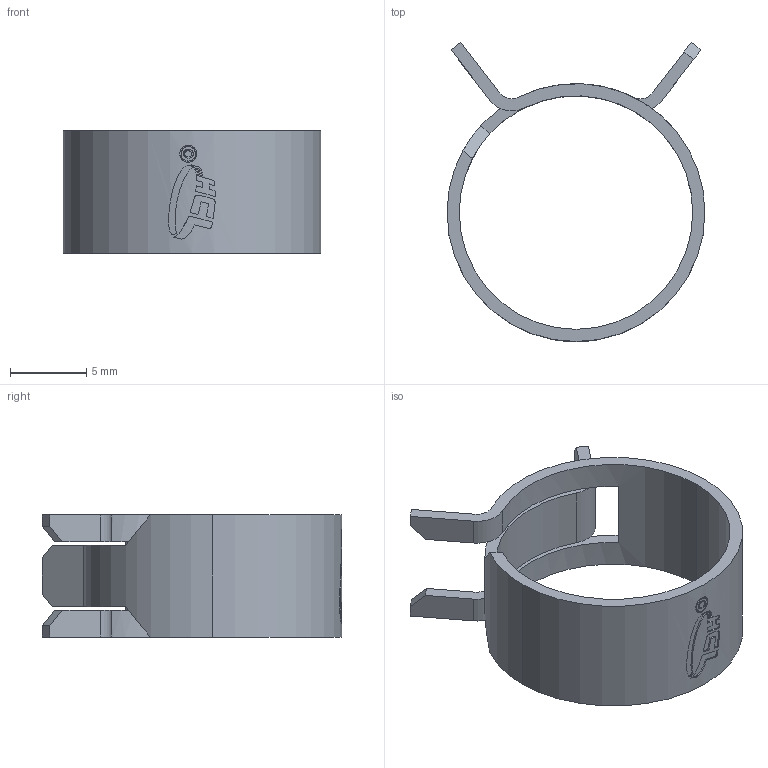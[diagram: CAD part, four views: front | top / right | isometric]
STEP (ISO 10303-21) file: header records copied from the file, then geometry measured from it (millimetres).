
FILE_DESCRIPTION (( 'STEP AP214' ), '1' );
FILE_NAME ('MIK-SPCL-W1-17.step', '2025-06-06T12:26:12', ( '' ), ( '' ), 'SwSTEP 2.0', 'SolidWorks 2025', '' );
FILE_SCHEMA (( 'AUTOMOTIVE_DESIGN' ));
Length unit declared in the file: millimetre
Products named in the file (1): MIK-SPCL-W1-17
Bounding box: 16.9 x 19.61 x 8 mm (x, y, z)
Volume: 332.1 mm3; surface area: 984.4 mm2
Topology: 1 solids, 1 shells, 135 faces, 369 edges, 246 vertices
Faces by surface type: cylinder 62, bspline 49, plane 24
Entity records: 5564 total; most frequent: CARTESIAN_POINT 2592, ORIENTED_EDGE 738, DIRECTION 393, EDGE_CURVE 369, VERTEX_POINT 246, B_SPLINE_CURVE_WITH_KNOTS 178, LINE 155, VECTOR 155
